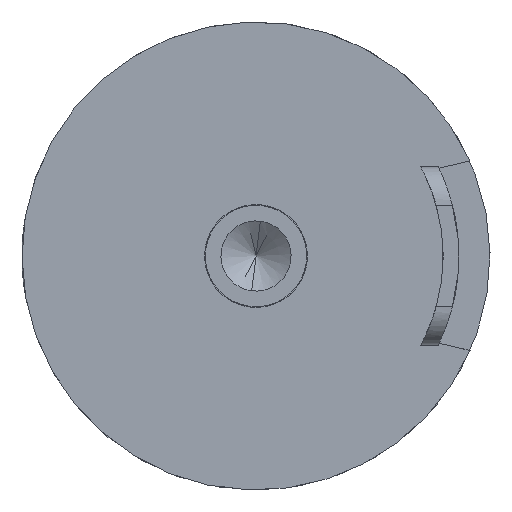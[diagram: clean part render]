
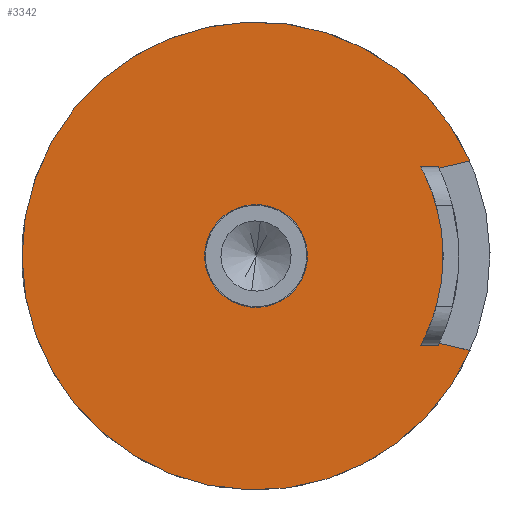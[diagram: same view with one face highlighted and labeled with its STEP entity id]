
A CAD part, front view. The second image highlights one B-rep face of the part: STEP entity #3342.
In plain terms, the highlighted face is planar.
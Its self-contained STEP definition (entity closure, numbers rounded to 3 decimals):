
#5 = CARTESIAN_POINT ( 'NONE',  ( -1.238, 0., -2.4 ) ) ;
#216 = ORIENTED_EDGE ( 'NONE', *, *, #309, .F. ) ;
#249 = DIRECTION ( 'NONE',  ( -1., 0., 0. ) ) ;
#267 = DIRECTION ( 'NONE',  ( -1., 0., 0. ) ) ;
#303 = DIRECTION ( 'NONE',  ( 0., 0., 1. ) ) ;
#309 = EDGE_CURVE ( 'NONE', #1189, #1814, #1259, .T. ) ;
#401 = CARTESIAN_POINT ( 'NONE',  ( -1.238, 3., 0. ) ) ;
#447 = ORIENTED_EDGE ( 'NONE', *, *, #1776, .T. ) ;
#453 = EDGE_CURVE ( 'NONE', #1814, #2654, #3643, .T. ) ;
#464 = AXIS2_PLACEMENT_3D ( 'NONE', #2044, #267, #2327 ) ;
#543 = ORIENTED_EDGE ( 'NONE', *, *, #453, .F. ) ;
#618 = DIRECTION ( 'NONE',  ( -1., 0., 0. ) ) ;
#693 = DIRECTION ( 'NONE',  ( 1., 0., 0. ) ) ;
#940 = EDGE_LOOP ( 'NONE', ( #447, #2740 ) ) ;
#977 = CARTESIAN_POINT ( 'NONE',  ( -1.238, -1.104, 2.271 ) ) ;
#1106 = LINE ( 'NONE', #2651, #3364 ) ;
#1189 = VERTEX_POINT ( 'NONE', #1467 ) ;
#1229 = EDGE_CURVE ( 'NONE', #2654, #2869, #1106, .T. ) ;
#1259 = LINE ( 'NONE', #1431, #3415 ) ;
#1431 = CARTESIAN_POINT ( 'NONE',  ( -1.238, 1.104, 2.271 ) ) ;
#1467 = CARTESIAN_POINT ( 'NONE',  ( -1.238, 1.104, 2.271 ) ) ;
#1776 = EDGE_CURVE ( 'NONE', #2546, #2213, #3720, .T. ) ;
#1814 = VERTEX_POINT ( 'NONE', #2013 ) ;
#1868 = AXIS2_PLACEMENT_3D ( 'NONE', #5, #2086, #303 ) ;
#2013 = CARTESIAN_POINT ( 'NONE',  ( -1.238, 1.215, 2.743 ) ) ;
#2027 = CARTESIAN_POINT ( 'NONE',  ( -1.238, 0., 0. ) ) ;
#2044 = CARTESIAN_POINT ( 'NONE',  ( -1.238, 0., 0. ) ) ;
#2068 = CARTESIAN_POINT ( 'NONE',  ( -1.238, -1.215, 2.743 ) ) ;
#2086 = DIRECTION ( 'NONE',  ( -1., 0., 0. ) ) ;
#2174 = PLANE ( 'NONE',  #3285 ) ;
#2203 = EDGE_LOOP ( 'NONE', ( #216, #2292, #3354, #543 ) ) ;
#2213 = VERTEX_POINT ( 'NONE', #2547 ) ;
#2292 = ORIENTED_EDGE ( 'NONE', *, *, #2672, .F. ) ;
#2312 = DIRECTION ( 'NONE',  ( 0., 0., 1. ) ) ;
#2327 = DIRECTION ( 'NONE',  ( 0., 0., 1. ) ) ;
#2367 = DIRECTION ( 'NONE',  ( 0., 0.23, -0.973 ) ) ;
#2385 = CARTESIAN_POINT ( 'NONE',  ( -1.238, 0., 0. ) ) ;
#2537 = EDGE_CURVE ( 'NONE', #2213, #2546, #3093, .T. ) ;
#2546 = VERTEX_POINT ( 'NONE', #2613 ) ;
#2547 = CARTESIAN_POINT ( 'NONE',  ( -1.238, 0., -0.66 ) ) ;
#2613 = CARTESIAN_POINT ( 'NONE',  ( -1.238, 0., 0.66 ) ) ;
#2651 = CARTESIAN_POINT ( 'NONE',  ( -1.238, -1.215, 2.743 ) ) ;
#2654 = VERTEX_POINT ( 'NONE', #2068 ) ;
#2671 = DIRECTION ( 'NONE',  ( 0., 0., 1. ) ) ;
#2672 = EDGE_CURVE ( 'NONE', #2869, #1189, #3695, .T. ) ;
#2724 = FACE_BOUND ( 'NONE', #940, .T. ) ;
#2740 = ORIENTED_EDGE ( 'NONE', *, *, #2537, .T. ) ;
#2743 = DIRECTION ( 'NONE',  ( 0., 0., -1. ) ) ;
#2869 = VERTEX_POINT ( 'NONE', #977 ) ;
#2892 = FACE_OUTER_BOUND ( 'NONE', #2203, .T. ) ;
#3093 = CIRCLE ( 'NONE', #464, 0.66 ) ;
#3185 = DIRECTION ( 'NONE',  ( 0., 0.23, 0.973 ) ) ;
#3285 = AXIS2_PLACEMENT_3D ( 'NONE', #401, #693, #2743 ) ;
#3330 = AXIS2_PLACEMENT_3D ( 'NONE', #2027, #249, #2312 ) ;
#3342 = ADVANCED_FACE ( 'NONE', ( #2724, #2892 ), #2174, .T. ) ;
#3354 = ORIENTED_EDGE ( 'NONE', *, *, #1229, .F. ) ;
#3364 = VECTOR ( 'NONE', #2367, 1000. ) ;
#3415 = VECTOR ( 'NONE', #3185, 1000. ) ;
#3488 = AXIS2_PLACEMENT_3D ( 'NONE', #2385, #618, #2671 ) ;
#3643 = CIRCLE ( 'NONE', #3488, 3. ) ;
#3695 = CIRCLE ( 'NONE', #1868, 4.8 ) ;
#3720 = CIRCLE ( 'NONE', #3330, 0.66 ) ;
